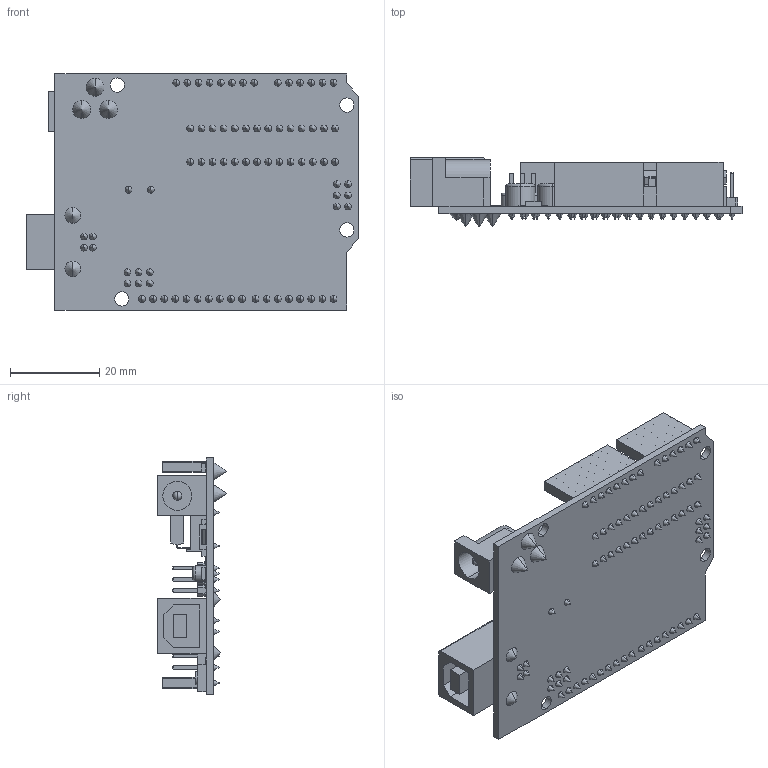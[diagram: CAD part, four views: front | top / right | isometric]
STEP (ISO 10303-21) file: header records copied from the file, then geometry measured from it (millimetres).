
FILE_DESCRIPTION (( 'STEP AP214' ), '1' );
FILE_NAME ('Arduino_Uno.STEP', '2024-07-17T01:06:38', ( '' ), ( '' ), 'SwSTEP 2.0', 'SolidWorks 2022', '' );
FILE_SCHEMA (( 'AUTOMOTIVE_DESIGN' ));
Length unit declared in the file: millimetre
Products named in the file (1): Arduino_Uno
Bounding box: 74.5 x 15.6 x 53 mm (x, y, z)
Volume: 11810 mm3; surface area: 16379.2 mm2
Topology: 1 solids, 1 shells, 1106 faces, 2789 edges, 1837 vertices
Faces by surface type: plane 876, cone 166, cylinder 56, torus 6, sphere 2
Entity records: 43889 total; most frequent: CARTESIAN_POINT 5733, ORIENTED_EDGE 5570, DIRECTION 5449, EDGE_CURVE 2785, LINE 2331, VECTOR 2331, VERTEX_POINT 1835, AXIS2_PLACEMENT_3D 1559
